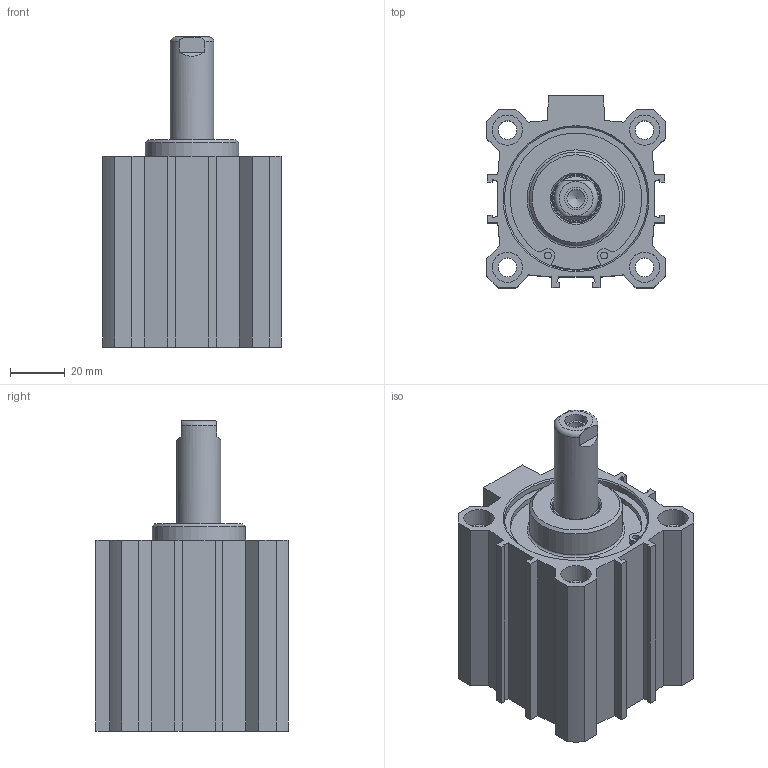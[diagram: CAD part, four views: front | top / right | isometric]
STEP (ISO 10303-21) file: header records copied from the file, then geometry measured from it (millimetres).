
FILE_DESCRIPTION((''),'2;1');
FILE_NAME('FSEM050.030.GS.F.stp','2014-07-01T14:56:33',('carlo.corazza'),(''),'Autodesk Inventor 2012','Autodesk Inventor 2012','');
FILE_SCHEMA(('AUTOMOTIVE_DESIGN { 1 0 10303 214 1 1 1 1 }'));
Length unit declared in the file: millimetre
Products named in the file (5): FSEM050..GS.F; CORPO-030; TP; STELO-030; TA
Assembly tree (4 placements, depth 2):
  FSEM050..GS.F
    CORPO-030
    TP
    STELO-030
    TA
Bounding box: 65 x 70 x 113 mm (x, y, z)
Volume: 141234.4 mm3; surface area: 63584.6 mm2
Topology: 4 solids, 4 shells, 200 faces, 470 edges, 300 vertices
Faces by surface type: plane 106, cylinder 56, cone 29, torus 9
Full cylindrical faces by diameter (mm): 2.5 x4, 2.75 x2, 6.647 x2, 6.8 x4, 8.25 x1, 8.566 x2, 11 x8, 16 x1, 16.54 x1, 17.7 x1, 18 x1, 20.32 x1, 20.5 x1, 34 x2, 50 x1, 51.8 x4, 52.2 x2, 55.2 x2
Entity records: 5716 total; most frequent: CARTESIAN_POINT 1013, DIRECTION 940, ORIENTED_EDGE 764, EDGE_CURVE 382, AXIS2_PLACEMENT_3D 359, EDGE_LOOP 314, VERTEX_POINT 288, VECTOR 222
